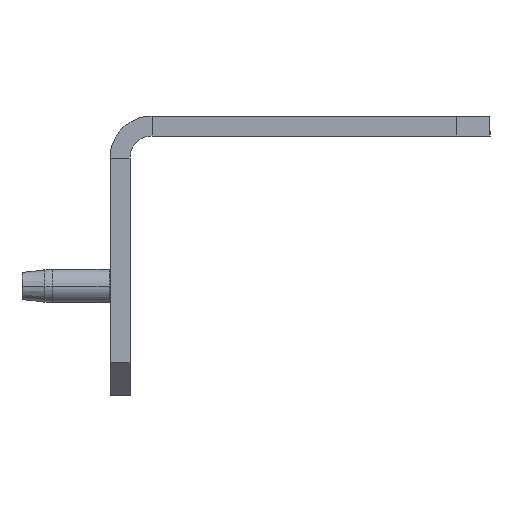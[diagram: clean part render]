
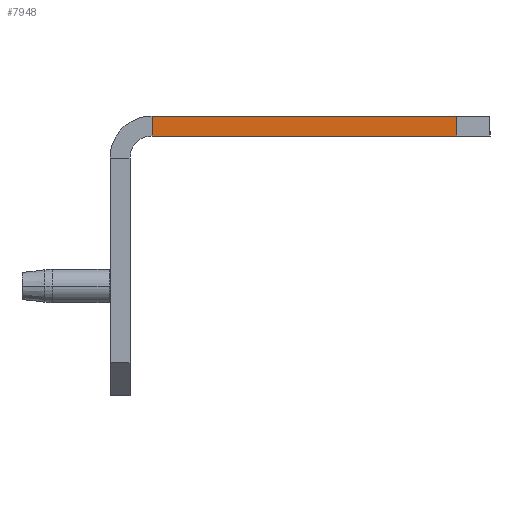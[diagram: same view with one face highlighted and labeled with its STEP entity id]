
A CAD part, left-side view. The second image highlights one B-rep face of the part: STEP entity #7948.
In plain terms, the highlighted planar face has unit normal (-1, 0, 0).
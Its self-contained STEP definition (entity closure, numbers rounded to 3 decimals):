
#117 = CARTESIAN_POINT ( 'NONE',  ( -187.5, -21., -54. ) ) ;
#284 = VERTEX_POINT ( 'NONE', #2194 ) ;
#361 = CARTESIAN_POINT ( 'NONE',  ( -187.5, -21., -49. ) ) ;
#673 = LINE ( 'NONE', #3752, #2049 ) ;
#823 = VECTOR ( 'NONE', #7433, 1000. ) ;
#1208 = EDGE_CURVE ( 'NONE', #3378, #4915, #4645, .T. ) ;
#1754 = CARTESIAN_POINT ( 'NONE',  ( -187.5, -18., -49. ) ) ;
#1967 = LINE ( 'NONE', #2119, #6983 ) ;
#2049 = VECTOR ( 'NONE', #5751, 1000. ) ;
#2119 = CARTESIAN_POINT ( 'NONE',  ( -187.5, -21., 0. ) ) ;
#2194 = CARTESIAN_POINT ( 'NONE',  ( -187.5, -18., -3.3 ) ) ;
#2869 = ORIENTED_EDGE ( 'NONE', *, *, #5416, .F. ) ;
#3378 = VERTEX_POINT ( 'NONE', #1754 ) ;
#3682 = EDGE_CURVE ( 'NONE', #4659, #4915, #1967, .T. ) ;
#3752 = CARTESIAN_POINT ( 'NONE',  ( -187.5, -18., -3.3 ) ) ;
#3876 = CARTESIAN_POINT ( 'NONE',  ( -187.5, -21., -49. ) ) ;
#3915 = CARTESIAN_POINT ( 'NONE',  ( -187.5, -21., -3.3 ) ) ;
#4025 = CARTESIAN_POINT ( 'NONE',  ( -187.5, -18., -54. ) ) ;
#4158 = EDGE_LOOP ( 'NONE', ( #4807, #5570, #7896, #2869 ) ) ;
#4235 = VECTOR ( 'NONE', #6425, 1000. ) ;
#4645 = LINE ( 'NONE', #361, #4235 ) ;
#4659 = VERTEX_POINT ( 'NONE', #3915 ) ;
#4794 = LINE ( 'NONE', #4025, #823 ) ;
#4804 = DIRECTION ( 'NONE',  ( 1., 0., 0. ) ) ;
#4807 = ORIENTED_EDGE ( 'NONE', *, *, #8704, .T. ) ;
#4915 = VERTEX_POINT ( 'NONE', #3876 ) ;
#5416 = EDGE_CURVE ( 'NONE', #284, #4659, #673, .T. ) ;
#5506 = PLANE ( 'NONE',  #5549 ) ;
#5549 = AXIS2_PLACEMENT_3D ( 'NONE', #117, #4804, #6173 ) ;
#5570 = ORIENTED_EDGE ( 'NONE', *, *, #1208, .T. ) ;
#5751 = DIRECTION ( 'NONE',  ( 0., -1., 0. ) ) ;
#6173 = DIRECTION ( 'NONE',  ( 0., 0., -1. ) ) ;
#6366 = FACE_OUTER_BOUND ( 'NONE', #4158, .T. ) ;
#6425 = DIRECTION ( 'NONE',  ( 0., -1., 0. ) ) ;
#6983 = VECTOR ( 'NONE', #7483, 1000. ) ;
#7433 = DIRECTION ( 'NONE',  ( 0., 0., -1. ) ) ;
#7483 = DIRECTION ( 'NONE',  ( 0., 0., -1. ) ) ;
#7896 = ORIENTED_EDGE ( 'NONE', *, *, #3682, .F. ) ;
#7948 = ADVANCED_FACE ( 'NONE', ( #6366 ), #5506, .F. ) ;
#8704 = EDGE_CURVE ( 'NONE', #284, #3378, #4794, .T. ) ;
